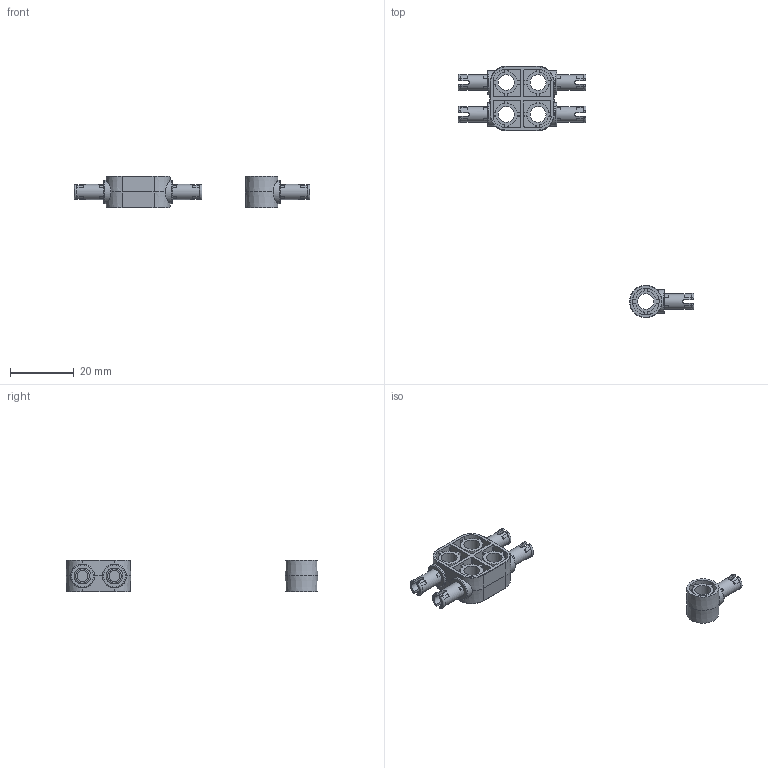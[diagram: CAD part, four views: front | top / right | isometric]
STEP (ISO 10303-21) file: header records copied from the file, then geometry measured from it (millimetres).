
FILE_DESCRIPTION(/* description */ (''),/* implementation_level */ '2;1');
FILE_NAME(/* name */ 'XKY.19.0271.stp',/* time_stamp */ '2019-08-10T13:46:50+08:00',/* author */ (''),/* organization */ (''),/* preprocessor_version */ 'ST-DEVELOPER v14',/* originating_system */ 'SIEMENS PLM Software NX 8.0',/* authorisation */ '');
FILE_SCHEMA (('AUTOMOTIVE_DESIGN { 1 0 10303 214 3 1 1 1 }'));
Length unit declared in the file: millimetre
Products named in the file (1): nov0A08C3C4zyq7
Bounding box: 73.86 x 78.93 x 10 mm (x, y, z)
Volume: 2876.9 mm3; surface area: 5808.4 mm2
Topology: 2 solids, 2 shells, 587 faces, 1726 edges, 1158 vertices
Faces by surface type: cylinder 296, plane 218, bspline 40, torus 23, cone 10
Full cylindrical faces by diameter (mm): 3.35 x5, 4.8 x5, 5 x5, 7.5 x5, 8.4 x2
Entity records: 23045 total; most frequent: CARTESIAN_POINT 7382, ORIENTED_EDGE 3372, DIRECTION 3160, EDGE_CURVE 1686, AXIS2_PLACEMENT_3D 1176, VERTEX_POINT 1147, LINE 808, VECTOR 808
